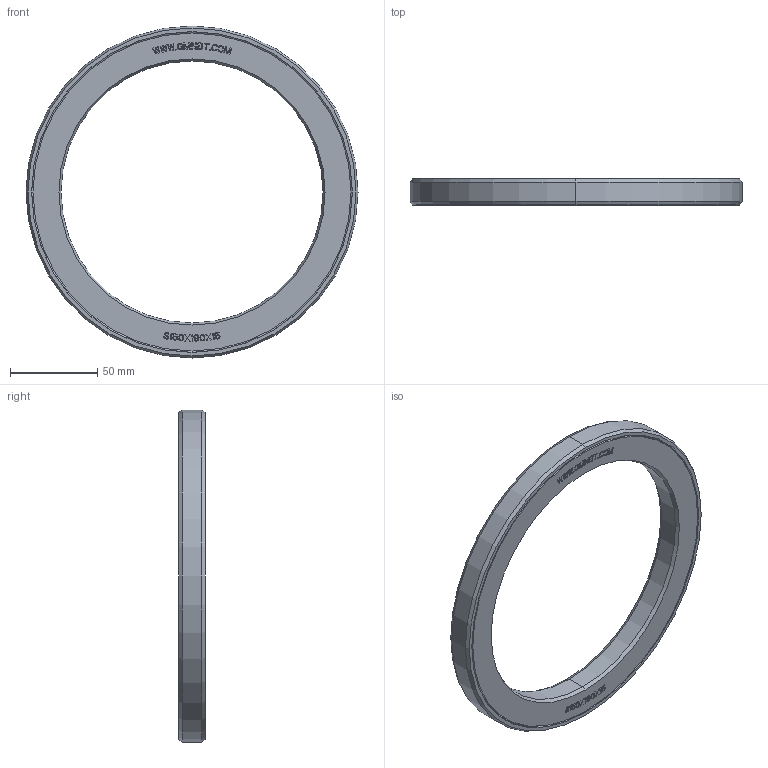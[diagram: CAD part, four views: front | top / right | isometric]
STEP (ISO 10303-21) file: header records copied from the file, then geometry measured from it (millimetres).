
FILE_DESCRIPTION((''),'2;1');
FILE_NAME('S150X190X15_PRT','2014-11-17T',('sales 4'),(''),'PRO/ENGINEER BY PARAMETRIC TECHNOLOGY CORPORATION, 2013150','PRO/ENGINEER BY PARAMETRIC TECHNOLOGY CORPORATION, 2013150','');
FILE_SCHEMA(('AUTOMOTIVE_DESIGN { 1 0 10303 214 1 1 1 1 }'));
Length unit declared in the file: millimetre
Products named in the file (1): S150X190X15_PRT
Bounding box: 190 x 15.07 x 190 mm (x, y, z)
Volume: 151039.4 mm3; surface area: 65590.3 mm2
Topology: 2 solids, 2 shells, 715 faces, 1955 edges, 1274 vertices
Faces by surface type: plane 619, cone 44, torus 40, cylinder 12
Entity records: 28793 total; most frequent: CARTESIAN_POINT 3946, ORIENTED_EDGE 3910, DIRECTION 3529, PRESENTATION_STYLE_ASSIGNMENT 2026, STYLED_ITEM 1957, CURVE_STYLE 1955, EDGE_CURVE 1955, VECTOR 1811
